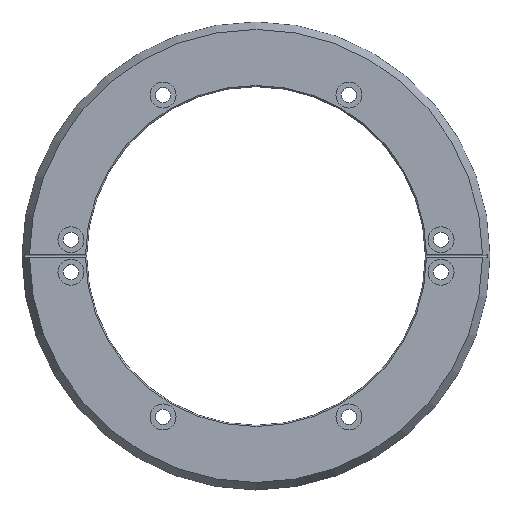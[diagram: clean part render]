
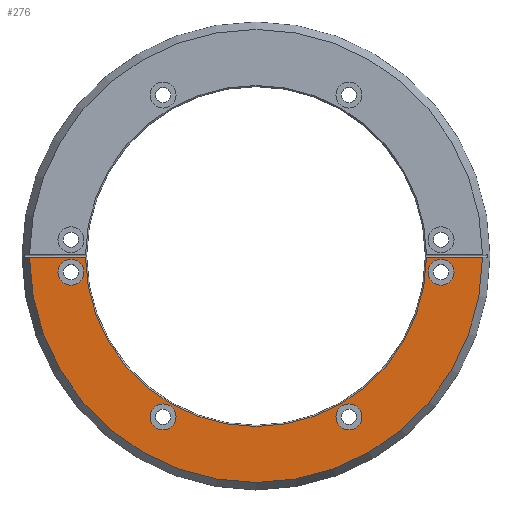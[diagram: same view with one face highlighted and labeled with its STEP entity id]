
A CAD part, top view. The second image highlights one B-rep face of the part: STEP entity #276.
In plain terms, the highlighted planar face has unit normal (0, 0, 1).
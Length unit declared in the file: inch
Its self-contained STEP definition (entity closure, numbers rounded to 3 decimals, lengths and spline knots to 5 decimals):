
#1 = LINE ( 'NONE', #1847, #853 ) ;
#32 = LINE ( 'NONE', #2084, #1590 ) ;
#39 = CARTESIAN_POINT ( 'NONE',  ( 2.125, -4.276, 0. ) ) ;
#44 = EDGE_LOOP ( 'NONE', ( #757, #1055 ) ) ;
#45 = CIRCLE ( 'NONE', #1768, 0.34375 ) ;
#107 = DIRECTION ( 'NONE',  ( 1., 0., 0. ) ) ;
#110 = AXIS2_PLACEMENT_3D ( 'NONE', #166, #2007, #511 ) ;
#130 = CARTESIAN_POINT ( 'NONE',  ( 2.46875, -4.276, 0. ) ) ;
#131 = CARTESIAN_POINT ( 'NONE',  ( -4.91871, -0.43033, 0. ) ) ;
#132 = VERTEX_POINT ( 'NONE', #1303 ) ;
#155 = CARTESIAN_POINT ( 'NONE',  ( 0., 0., 0. ) ) ;
#166 = CARTESIAN_POINT ( 'NONE',  ( 4.91871, -0.43033, 0. ) ) ;
#177 = DIRECTION ( 'NONE',  ( 0., 0., 1. ) ) ;
#207 = CARTESIAN_POINT ( 'NONE',  ( 2.46875, -4.276, 0. ) ) ;
#230 = ORIENTED_EDGE ( 'NONE', *, *, #1260, .F. ) ;
#258 = CARTESIAN_POINT ( 'NONE',  ( -2.46875, -4.276, 0. ) ) ;
#276 = ADVANCED_FACE ( 'NONE', ( #2152, #833, #667, #636, #466 ), #824, .F. ) ;
#292 = EDGE_LOOP ( 'NONE', ( #2057, #2142, #2182, #230 ) ) ;
#316 = AXIS2_PLACEMENT_3D ( 'NONE', #1674, #848, #1004 ) ;
#385 = CIRCLE ( 'NONE', #815, 0.34375 ) ;
#394 = AXIS2_PLACEMENT_3D ( 'NONE', #155, #177, #843 ) ;
#402 = CARTESIAN_POINT ( 'NONE',  ( -4.57496, -0.43033, 0. ) ) ;
#433 = VERTEX_POINT ( 'NONE', #1397 ) ;
#466 = FACE_OUTER_BOUND ( 'NONE', #292, .T. ) ;
#468 = VERTEX_POINT ( 'NONE', #1034 ) ;
#481 = DIRECTION ( 'NONE',  ( 0., 0., 1. ) ) ;
#511 = DIRECTION ( 'NONE',  ( 1., 0., 0. ) ) ;
#533 = CIRCLE ( 'NONE', #2118, 0.34375 ) ;
#552 = CARTESIAN_POINT ( 'NONE',  ( -5.26246, -0.43033, 0. ) ) ;
#561 = DIRECTION ( 'NONE',  ( 1., 0., 0. ) ) ;
#578 = EDGE_LOOP ( 'NONE', ( #864, #1296 ) ) ;
#596 = DIRECTION ( 'NONE',  ( 0., 0., 1. ) ) ;
#623 = VERTEX_POINT ( 'NONE', #1482 ) ;
#635 = EDGE_CURVE ( 'NONE', #1664, #433, #1, .T. ) ;
#636 = FACE_BOUND ( 'NONE', #578, .T. ) ;
#667 = FACE_BOUND ( 'NONE', #1067, .T. ) ;
#670 = EDGE_CURVE ( 'NONE', #1693, #623, #533, .T. ) ;
#697 = CARTESIAN_POINT ( 'NONE',  ( 5.26246, -0.43033, 0. ) ) ;
#699 = DIRECTION ( 'NONE',  ( 1., 0., 0. ) ) ;
#757 = ORIENTED_EDGE ( 'NONE', *, *, #1039, .F. ) ;
#765 = DIRECTION ( 'NONE',  ( 0., 0., -1. ) ) ;
#788 = VERTEX_POINT ( 'NONE', #697 ) ;
#809 = CARTESIAN_POINT ( 'NONE',  ( 4.91871, -0.43033, 0. ) ) ;
#815 = AXIS2_PLACEMENT_3D ( 'NONE', #1623, #942, #107 ) ;
#824 = PLANE ( 'NONE',  #1083 ) ;
#833 = FACE_BOUND ( 'NONE', #1642, .T. ) ;
#843 = DIRECTION ( 'NONE',  ( 1., 0., 0. ) ) ;
#848 = DIRECTION ( 'NONE',  ( 0., 0., 1. ) ) ;
#853 = VECTOR ( 'NONE', #1668, 39.37008 ) ;
#859 = CIRCLE ( 'NONE', #1844, 0.34375 ) ;
#864 = ORIENTED_EDGE ( 'NONE', *, *, #2105, .F. ) ;
#875 = EDGE_CURVE ( 'NONE', #132, #2155, #385, .T. ) ;
#889 = DIRECTION ( 'NONE',  ( 0., 0., 1. ) ) ;
#920 = DIRECTION ( 'NONE',  ( -1., 0., 0. ) ) ;
#942 = DIRECTION ( 'NONE',  ( 0., 0., 1. ) ) ;
#943 = CARTESIAN_POINT ( 'NONE',  ( -2.8125, -4.276, 0. ) ) ;
#951 = ORIENTED_EDGE ( 'NONE', *, *, #1904, .F. ) ;
#966 = CIRCLE ( 'NONE', #1528, 0.34375 ) ;
#980 = DIRECTION ( 'NONE',  ( -1., 0., 0. ) ) ;
#990 = ORIENTED_EDGE ( 'NONE', *, *, #875, .F. ) ;
#1004 = DIRECTION ( 'NONE',  ( 1., 0., 0. ) ) ;
#1020 = DIRECTION ( 'NONE',  ( 1., 0., 0. ) ) ;
#1033 = AXIS2_PLACEMENT_3D ( 'NONE', #1243, #765, #920 ) ;
#1034 = CARTESIAN_POINT ( 'NONE',  ( -4.53114, -0.03125, 0. ) ) ;
#1039 = EDGE_CURVE ( 'NONE', #1182, #2025, #1486, .T. ) ;
#1051 = VERTEX_POINT ( 'NONE', #2192 ) ;
#1055 = ORIENTED_EDGE ( 'NONE', *, *, #1977, .F. ) ;
#1067 = EDGE_LOOP ( 'NONE', ( #1653, #951 ) ) ;
#1083 = AXIS2_PLACEMENT_3D ( 'NONE', #1824, #1147, #980 ) ;
#1140 = CIRCLE ( 'NONE', #2024, 0.34375 ) ;
#1147 = DIRECTION ( 'NONE',  ( 0., 0., -1. ) ) ;
#1182 = VERTEX_POINT ( 'NONE', #402 ) ;
#1243 = CARTESIAN_POINT ( 'NONE',  ( 0., 0., 0. ) ) ;
#1260 = EDGE_CURVE ( 'NONE', #2005, #468, #32, .T. ) ;
#1296 = ORIENTED_EDGE ( 'NONE', *, *, #670, .F. ) ;
#1303 = CARTESIAN_POINT ( 'NONE',  ( -2.125, -4.276, 0. ) ) ;
#1385 = DIRECTION ( 'NONE',  ( 0., 0., 1. ) ) ;
#1387 = CIRCLE ( 'NONE', #394, 6.01956 ) ;
#1395 = CARTESIAN_POINT ( 'NONE',  ( -6.01948, -0.03125, 0. ) ) ;
#1397 = CARTESIAN_POINT ( 'NONE',  ( 6.01948, -0.03125, 0. ) ) ;
#1463 = ORIENTED_EDGE ( 'NONE', *, *, #1806, .F. ) ;
#1482 = CARTESIAN_POINT ( 'NONE',  ( 2.8125, -4.276, 0. ) ) ;
#1486 = CIRCLE ( 'NONE', #316, 0.34375 ) ;
#1518 = DIRECTION ( 'NONE',  ( 0., 0., 1. ) ) ;
#1528 = AXIS2_PLACEMENT_3D ( 'NONE', #258, #596, #1600 ) ;
#1542 = CARTESIAN_POINT ( 'NONE',  ( 4.53114, -0.03125, 0. ) ) ;
#1590 = VECTOR ( 'NONE', #1748, 39.37008 ) ;
#1600 = DIRECTION ( 'NONE',  ( 1., 0., 0. ) ) ;
#1623 = CARTESIAN_POINT ( 'NONE',  ( -2.46875, -4.276, 0. ) ) ;
#1642 = EDGE_LOOP ( 'NONE', ( #990, #1463 ) ) ;
#1653 = ORIENTED_EDGE ( 'NONE', *, *, #1944, .F. ) ;
#1664 = VERTEX_POINT ( 'NONE', #1542 ) ;
#1668 = DIRECTION ( 'NONE',  ( 1., 0., 0. ) ) ;
#1674 = CARTESIAN_POINT ( 'NONE',  ( -4.91871, -0.43033, 0. ) ) ;
#1676 = DIRECTION ( 'NONE',  ( 1., 0., 0. ) ) ;
#1693 = VERTEX_POINT ( 'NONE', #39 ) ;
#1748 = DIRECTION ( 'NONE',  ( 1., 0., 0. ) ) ;
#1768 = AXIS2_PLACEMENT_3D ( 'NONE', #207, #889, #561 ) ;
#1806 = EDGE_CURVE ( 'NONE', #2155, #132, #966, .T. ) ;
#1824 = CARTESIAN_POINT ( 'NONE',  ( 0., 4.5, 0. ) ) ;
#1844 = AXIS2_PLACEMENT_3D ( 'NONE', #131, #1385, #699 ) ;
#1847 = CARTESIAN_POINT ( 'NONE',  ( -6.21875, -0.03125, 0. ) ) ;
#1872 = EDGE_CURVE ( 'NONE', #2005, #433, #1387, .T. ) ;
#1904 = EDGE_CURVE ( 'NONE', #1051, #788, #1140, .T. ) ;
#1944 = EDGE_CURVE ( 'NONE', #788, #1051, #2168, .T. ) ;
#1977 = EDGE_CURVE ( 'NONE', #2025, #1182, #859, .T. ) ;
#1991 = CIRCLE ( 'NONE', #1033, 4.53125 ) ;
#2005 = VERTEX_POINT ( 'NONE', #1395 ) ;
#2007 = DIRECTION ( 'NONE',  ( 0., 0., 1. ) ) ;
#2024 = AXIS2_PLACEMENT_3D ( 'NONE', #809, #1518, #1020 ) ;
#2025 = VERTEX_POINT ( 'NONE', #552 ) ;
#2057 = ORIENTED_EDGE ( 'NONE', *, *, #1872, .T. ) ;
#2084 = CARTESIAN_POINT ( 'NONE',  ( -6.21875, -0.03125, 0. ) ) ;
#2105 = EDGE_CURVE ( 'NONE', #623, #1693, #45, .T. ) ;
#2113 = EDGE_CURVE ( 'NONE', #1664, #468, #1991, .T. ) ;
#2118 = AXIS2_PLACEMENT_3D ( 'NONE', #130, #481, #1676 ) ;
#2142 = ORIENTED_EDGE ( 'NONE', *, *, #635, .F. ) ;
#2152 = FACE_BOUND ( 'NONE', #44, .T. ) ;
#2155 = VERTEX_POINT ( 'NONE', #943 ) ;
#2168 = CIRCLE ( 'NONE', #110, 0.34375 ) ;
#2182 = ORIENTED_EDGE ( 'NONE', *, *, #2113, .T. ) ;
#2192 = CARTESIAN_POINT ( 'NONE',  ( 4.57496, -0.43033, 0. ) ) ;
